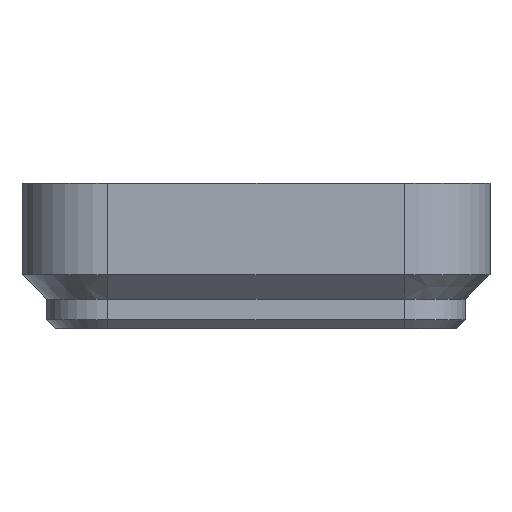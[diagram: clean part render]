
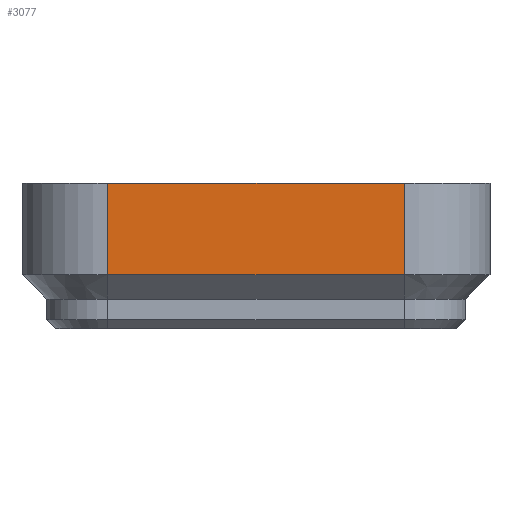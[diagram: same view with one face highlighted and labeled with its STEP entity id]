
A CAD part, front view. The second image highlights one B-rep face of the part: STEP entity #3077.
In plain terms, the highlighted planar face has unit normal (0, -1, 0).
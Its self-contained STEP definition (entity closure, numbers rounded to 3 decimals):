
#158=LINE('',#4789,#488);
#159=LINE('',#4795,#489);
#160=LINE('',#4798,#490);
#161=LINE('',#4799,#491);
#488=VECTOR('',#3763,1000.);
#489=VECTOR('',#3770,1000.);
#490=VECTOR('',#3771,1000.);
#491=VECTOR('',#3772,1000.);
#868=ORIENTED_EDGE('',*,*,#1781,.T.);
#869=ORIENTED_EDGE('',*,*,#1782,.T.);
#870=ORIENTED_EDGE('',*,*,#1778,.F.);
#871=ORIENTED_EDGE('',*,*,#1783,.F.);
#1778=EDGE_CURVE('',#2230,#2231,#158,.T.);
#1781=EDGE_CURVE('',#2232,#2233,#159,.T.);
#1782=EDGE_CURVE('',#2233,#2231,#160,.T.);
#1783=EDGE_CURVE('',#2232,#2230,#161,.T.);
#2230=VERTEX_POINT('',#4790);
#2231=VERTEX_POINT('',#4791);
#2232=VERTEX_POINT('',#4796);
#2233=VERTEX_POINT('',#4797);
#2564=EDGE_LOOP('',(#868,#869,#870,#871));
#2768=FACE_BOUND('',#2564,.T.);
#2968=PLANE('',#3330);
#3077=ADVANCED_FACE('',(#2768),#2968,.F.);
#3330=AXIS2_PLACEMENT_3D('',#4794,#3768,#3769);
#3763=DIRECTION('',(0.,0.,1.));
#3768=DIRECTION('',(0.,1.,0.));
#3769=DIRECTION('',(0.,0.,1.));
#3770=DIRECTION('',(0.,0.,1.));
#3771=DIRECTION('',(-1.,0.,0.));
#3772=DIRECTION('',(-1.,0.,0.));
#4789=CARTESIAN_POINT('',(-13.,-83.5,-1.));
#4790=CARTESIAN_POINT('',(-13.,-83.5,-1.));
#4791=CARTESIAN_POINT('',(-13.,-83.5,7.));
#4794=CARTESIAN_POINT('',(0.,-83.5,-1.));
#4795=CARTESIAN_POINT('',(13.,-83.5,-1.));
#4796=CARTESIAN_POINT('',(13.,-83.5,-1.));
#4797=CARTESIAN_POINT('',(13.,-83.5,7.));
#4798=CARTESIAN_POINT('',(0.,-83.5,7.));
#4799=CARTESIAN_POINT('',(0.,-83.5,-1.));
